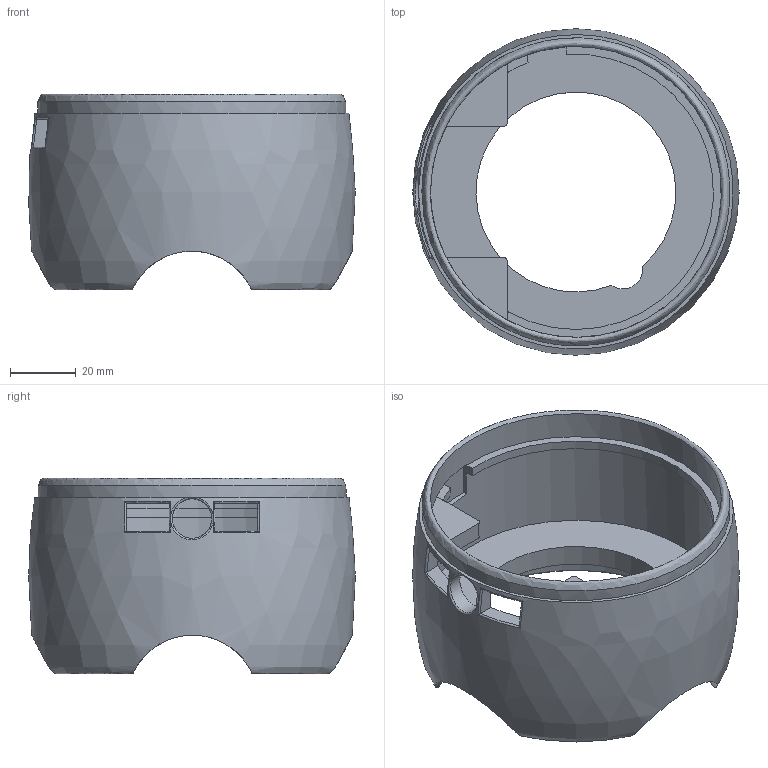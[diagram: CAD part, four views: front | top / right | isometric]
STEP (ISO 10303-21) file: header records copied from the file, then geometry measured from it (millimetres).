
FILE_DESCRIPTION(/* description */ (''),/* implementation_level */ '2;1');
FILE_NAME(/* name */ 'FPHSat1Case.stp',/* time_stamp */ '2025-01-25T20:38:43-06:00',/* author */ (''),/* organization */ (''),/* preprocessor_version */ 'ST-DEVELOPER v15.2',/* originating_system */ 'Autodesk Translator Framework v2.0.0.5431',/* authorisation */ '');
FILE_SCHEMA (('AUTOMOTIVE_DESIGN { 1 0 10303 214 3 1 1 }'));
Length unit declared in the file: centimetre
Products named in the file (1): FPHSat1Case
Bounding box: 99.6 x 99.66 x 59.71 mm (x, y, z)
Volume: 95947.7 mm3; surface area: 41914.3 mm2
Topology: 1 solids, 1 shells, 77 faces, 226 edges, 150 vertices
Faces by surface type: plane 38, cylinder 25, bspline 14
Full cylindrical faces by diameter (mm): 3.984 x4, 12 x1, 88.785 x3, 94 x1
Entity records: 3557 total; most frequent: CARTESIAN_POINT 1672, ORIENTED_EDGE 424, DIRECTION 328, EDGE_CURVE 212, VERTEX_POINT 145, AXIS2_PLACEMENT_3D 123, EDGE_LOOP 93, LINE 82
